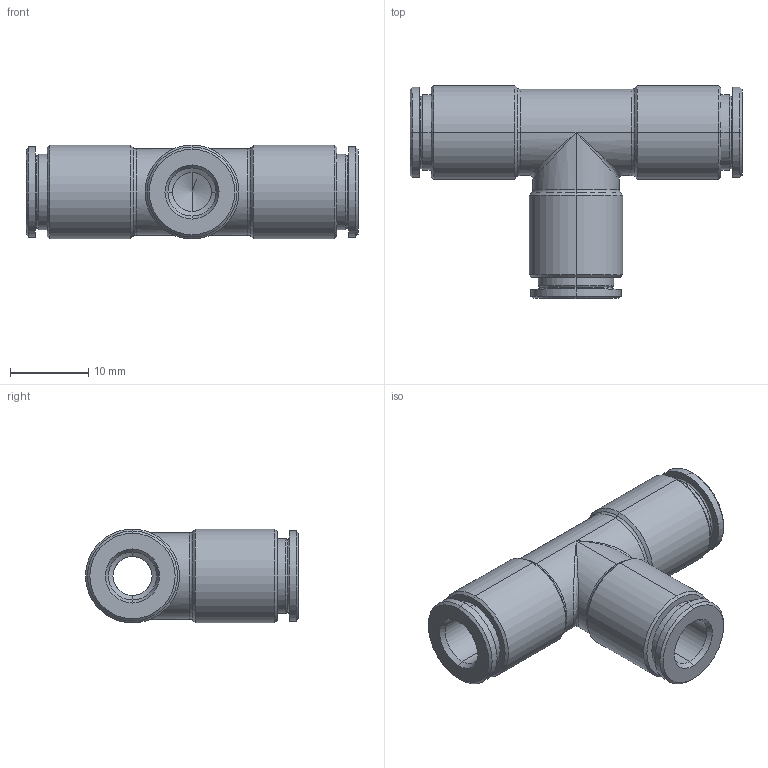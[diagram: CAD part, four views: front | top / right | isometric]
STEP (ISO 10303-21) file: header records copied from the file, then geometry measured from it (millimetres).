
FILE_DESCRIPTION (( 'STEP AP203' ), '1' );
FILE_NAME ('X0190030.STEP', '2010-10-28T09:31:27', ( '' ), ( 'sopra-pneumatic' ), 'SwSTEP 2.0', 'SolidWorks 2009', '' );
FILE_SCHEMA (( 'CONFIG_CONTROL_DESIGN' ));
Length unit declared in the file: millimetre
Products named in the file (1): X0190030
Bounding box: 42.41 x 27.2 x 12 mm (x, y, z)
Volume: 4378.3 mm3; surface area: 3625.6 mm2
Topology: 1 solids, 1 shells, 98 faces, 204 edges, 107 vertices
Faces by surface type: cylinder 37, cone 32, torus 18, plane 9, bspline 2
Entity records: 3201 total; most frequent: CARTESIAN_POINT 1028, DIRECTION 504, ORIENTED_EDGE 396, AXIS2_PLACEMENT_3D 217, EDGE_CURVE 198, CIRCLE 120, EDGE_LOOP 107, VERTEX_POINT 107
